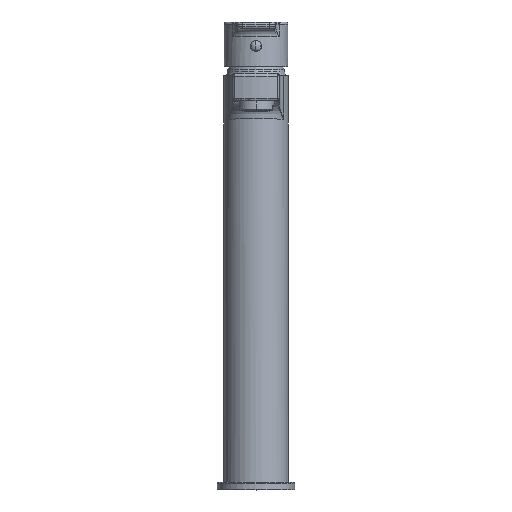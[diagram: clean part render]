
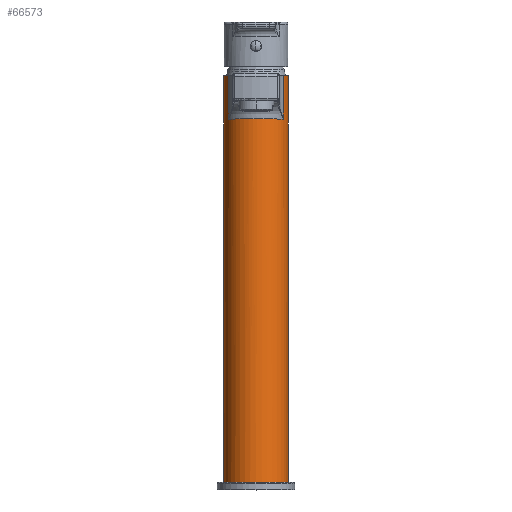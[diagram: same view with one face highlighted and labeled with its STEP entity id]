
A CAD part, top view. The second image highlights one B-rep face of the part: STEP entity #66573.
In plain terms, the highlighted cylindrical face has radius 21.6 mm (diameter 43.2 mm), a partial arc.
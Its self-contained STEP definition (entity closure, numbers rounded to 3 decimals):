
#18778=CARTESIAN_POINT('',(18.433,245.5,11.26));
#18799=CARTESIAN_POINT('',(18.433,245.5,11.26));
#18800=CARTESIAN_POINT('',(18.313,245.5,11.456));
#18801=CARTESIAN_POINT('',(18.067,245.5,11.845));
#18802=CARTESIAN_POINT('',(17.679,245.5,12.416));
#18803=CARTESIAN_POINT('',(17.274,245.5,12.975));
#18804=CARTESIAN_POINT('',(16.85,245.5,13.52));
#18805=CARTESIAN_POINT('',(16.41,245.5,14.051));
#18806=CARTESIAN_POINT('',(15.953,245.5,14.568));
#18807=CARTESIAN_POINT('',(15.479,245.5,15.07));
#18808=CARTESIAN_POINT('',(14.99,245.5,15.557));
#18809=CARTESIAN_POINT('',(14.485,245.5,16.028));
#18810=CARTESIAN_POINT('',(13.966,245.5,16.483));
#18811=CARTESIAN_POINT('',(13.432,245.5,16.92));
#18812=CARTESIAN_POINT('',(12.885,245.5,17.341));
#18813=CARTESIAN_POINT('',(12.324,245.5,17.744));
#18814=CARTESIAN_POINT('',(11.751,245.5,18.128));
#18815=CARTESIAN_POINT('',(11.166,245.5,18.494));
#18816=CARTESIAN_POINT('',(10.569,245.5,18.842));
#18817=CARTESIAN_POINT('',(9.962,245.5,19.17));
#18818=CARTESIAN_POINT('',(9.345,245.5,19.478));
#18819=CARTESIAN_POINT('',(8.718,245.5,19.767));
#18820=CARTESIAN_POINT('',(8.082,245.5,20.035));
#18821=CARTESIAN_POINT('',(7.438,245.5,20.283));
#18822=CARTESIAN_POINT('',(6.786,245.5,20.51));
#18823=CARTESIAN_POINT('',(6.127,245.5,20.717));
#18824=CARTESIAN_POINT('',(5.462,245.5,20.902));
#18825=CARTESIAN_POINT('',(4.792,245.5,21.066));
#18826=CARTESIAN_POINT('',(4.116,245.5,21.208));
#18827=CARTESIAN_POINT('',(3.437,245.5,21.329));
#18828=CARTESIAN_POINT('',(2.754,245.5,21.427));
#18829=CARTESIAN_POINT('',(2.068,245.5,21.505));
#18830=CARTESIAN_POINT('',(1.38,245.5,21.56));
#18831=CARTESIAN_POINT('',(0.69,245.5,21.593));
#18832=CARTESIAN_POINT('',(0.,245.5,21.604));
#18833=CARTESIAN_POINT('',(-0.69,245.5,21.593));
#18834=CARTESIAN_POINT('',(-1.38,245.5,21.56));
#18835=CARTESIAN_POINT('',(-2.068,245.5,21.505));
#18836=CARTESIAN_POINT('',(-2.753,245.5,21.427));
#18837=CARTESIAN_POINT('',(-3.437,245.5,21.329));
#18838=CARTESIAN_POINT('',(-4.116,245.5,21.208));
#18839=CARTESIAN_POINT('',(-4.792,245.5,21.066));
#18840=CARTESIAN_POINT('',(-5.462,245.5,20.902));
#18841=CARTESIAN_POINT('',(-6.127,245.5,20.717));
#18842=CARTESIAN_POINT('',(-6.786,245.5,20.51));
#18843=CARTESIAN_POINT('',(-7.437,245.5,20.283));
#18844=CARTESIAN_POINT('',(-8.082,245.5,20.035));
#18845=CARTESIAN_POINT('',(-8.717,245.5,19.767));
#18846=CARTESIAN_POINT('',(-9.344,245.5,19.478));
#18847=CARTESIAN_POINT('',(-9.962,245.5,19.17));
#18848=CARTESIAN_POINT('',(-10.569,245.5,18.842));
#18849=CARTESIAN_POINT('',(-11.166,245.5,18.494));
#18850=CARTESIAN_POINT('',(-11.751,245.5,18.128));
#18851=CARTESIAN_POINT('',(-12.324,245.5,17.744));
#18852=CARTESIAN_POINT('',(-12.885,245.5,17.341));
#18853=CARTESIAN_POINT('',(-13.432,245.5,
16.92));
#18854=CARTESIAN_POINT('',(-13.966,245.5,
16.483));
#18855=CARTESIAN_POINT('',(-14.485,245.5,
16.028));
#18856=CARTESIAN_POINT('',(-14.99,245.5,15.557));
#18857=CARTESIAN_POINT('',(-15.479,245.5,
15.071));
#18858=CARTESIAN_POINT('',(-15.952,245.5,
14.568));
#18859=CARTESIAN_POINT('',(-16.41,245.5,
14.051));
#18860=CARTESIAN_POINT('',(-16.85,245.5,
13.52));
#18861=CARTESIAN_POINT('',(-17.274,245.5,
12.975));
#18862=CARTESIAN_POINT('',(-17.679,245.5,
12.416));
#18863=CARTESIAN_POINT('',(-18.067,245.5,
11.845));
#18864=CARTESIAN_POINT('',(-18.313,245.5,
11.457));
#18865=CARTESIAN_POINT('',(-18.433,245.5,
11.26));
#18892=CARTESIAN_POINT('',(-18.433,245.5,
11.26));
#18894=DIRECTION('',(0.,1.,0.));
#18895=VECTOR('',#18894,29.);
#18896=CARTESIAN_POINT('',(-18.433,245.5,
11.26));
#18897=LINE('',#18896,#18895);
#18903=CARTESIAN_POINT('',(0.,1.,0.));
#18904=DIRECTION('',(0.,1.,0.));
#18905=DIRECTION('',(-1.,0.,0.));
#18906=AXIS2_PLACEMENT_3D('',#18903,#18904,#18905);
#18908=DIRECTION('',(0.,1.,0.));
#18909=VECTOR('',#18908,273.5);
#18910=CARTESIAN_POINT('',(-21.6,1.,0.));
#18911=LINE('',#18910,#18909);
#18912=CARTESIAN_POINT('',(0.,274.5,0.));
#18913=DIRECTION('',(0.,1.,0.));
#18914=DIRECTION('',(-1.,0.,0.));
#18915=AXIS2_PLACEMENT_3D('',#18912,#18913,#18914);
#18917=CARTESIAN_POINT('',(0.,274.5,0.));
#18918=DIRECTION('',(0.,1.,0.));
#18919=DIRECTION('',(0.853,0.,0.521));
#18920=AXIS2_PLACEMENT_3D('',#18917,#18918,#18919);
#22441=DIRECTION('',(0.,1.,0.));
#22442=VECTOR('',#22441,273.5);
#22443=CARTESIAN_POINT('',(21.6,1.,0.));
#22444=LINE('',#22443,#22442);
#22972=DIRECTION('',(0.,-1.,0.));
#22973=VECTOR('',#22972,29.);
#22974=CARTESIAN_POINT('',(18.433,274.5,11.26));
#22975=LINE('',#22974,#22973);
#31588=VERTEX_POINT('',#18892);
#31596=VERTEX_POINT('',#18778);
#31618=CARTESIAN_POINT('',(18.433,274.5,11.26));
#31619=VERTEX_POINT('',#31618);
#31628=CARTESIAN_POINT('',(-18.433,274.5,11.26));
#31629=VERTEX_POINT('',#31628);
#31676=CARTESIAN_POINT('',(-21.6,274.5,0.));
#31677=VERTEX_POINT('',#31676);
#31678=CARTESIAN_POINT('',(21.6,274.5,0.));
#31679=VERTEX_POINT('',#31678);
#37932=CARTESIAN_POINT('',(21.6,1.,0.));
#37933=CARTESIAN_POINT('',(-21.6,1.,0.));
#37934=VERTEX_POINT('',#37932);
#37935=VERTEX_POINT('',#37933);
#66552=CARTESIAN_POINT('',(0.,0.,0.));
#66553=DIRECTION('',(0.,1.,0.));
#66554=DIRECTION('',(1.,0.,0.));
#66555=AXIS2_PLACEMENT_3D('',#66552,#66553,#66554);
#66556=CYLINDRICAL_SURFACE('',#66555,21.6);
#66558=ORIENTED_EDGE('',*,*,#66557,.F.);
#66560=ORIENTED_EDGE('',*,*,#66559,.T.);
#66562=ORIENTED_EDGE('',*,*,#66561,.T.);
#66563=ORIENTED_EDGE('',*,*,#66537,.F.);
#66564=ORIENTED_EDGE('',*,*,#66439,.F.);
#66566=ORIENTED_EDGE('',*,*,#66565,.F.);
#66568=ORIENTED_EDGE('',*,*,#66567,.T.);
#66570=ORIENTED_EDGE('',*,*,#66569,.F.);
#66571=EDGE_LOOP('',(#66558,#66560,#66562,#66563,#66564,#66566,#66568,#66570));
#66572=FACE_OUTER_BOUND('',#66571,.F.);
#66573=ADVANCED_FACE('',(#66572),#66556,.T.);
#18866=B_SPLINE_CURVE_WITH_KNOTS('',3,(#18799,#18800,#18801,#18802,#18803,
#18804,#18805,#18806,#18807,#18808,#18809,#18810,#18811,#18812,#18813,#18814,
#18815,#18816,#18817,#18818,#18819,#18820,#18821,#18822,#18823,#18824,#18825,
#18826,#18827,#18828,#18829,#18830,#18831,#18832,#18833,#18834,#18835,#18836,
#18837,#18838,#18839,#18840,#18841,#18842,#18843,#18844,#18845,#18846,#18847,
#18848,#18849,#18850,#18851,#18852,#18853,#18854,#18855,#18856,#18857,#18858,
#18859,#18860,#18861,#18862,#18863,#18864,#18865),.UNSPECIFIED.,.F.,.F.,(4,1,1,
1,1,1,1,1,1,1,1,1,1,1,1,1,1,1,1,1,1,1,1,1,1,1,1,1,1,1,1,1,1,1,1,1,1,1,1,1,1,1,1,
1,1,1,1,1,1,1,1,1,1,1,1,1,1,1,1,1,1,1,1,1,4),(0.,0.016,0.031,0.047,
0.063,0.078,0.094,0.109,0.125,0.141,0.156,0.172,
0.188,0.203,0.219,0.234,0.25,0.266,0.281,0.297,
0.313,0.328,0.344,0.359,0.375,0.391,0.406,
0.422,0.438,0.453,0.469,0.484,0.5,0.516,0.531,
0.547,0.563,0.578,0.594,0.609,0.625,0.641,
0.656,0.672,0.688,0.703,0.719,0.734,0.75,0.766,
0.781,0.797,0.813,0.828,0.844,0.859,0.875,
0.891,0.906,0.922,0.938,0.953,0.969,0.984,1.),
.UNSPECIFIED.);
#18907=CIRCLE('',#18906,21.6);
#18916=CIRCLE('',#18915,21.6);
#18921=CIRCLE('',#18920,21.6);
#66439=EDGE_CURVE('',#31596,#31588,#18866,.T.);
#66537=EDGE_CURVE('',#31588,#31629,#18897,.T.);
#66557=EDGE_CURVE('',#37935,#37934,#18907,.T.);
#66559=EDGE_CURVE('',#37935,#31677,#18911,.T.);
#66561=EDGE_CURVE('',#31677,#31629,#18916,.T.);
#66565=EDGE_CURVE('',#31619,#31596,#22975,.T.);
#66567=EDGE_CURVE('',#31619,#31679,#18921,.T.);
#66569=EDGE_CURVE('',#37934,#31679,#22444,.T.);
